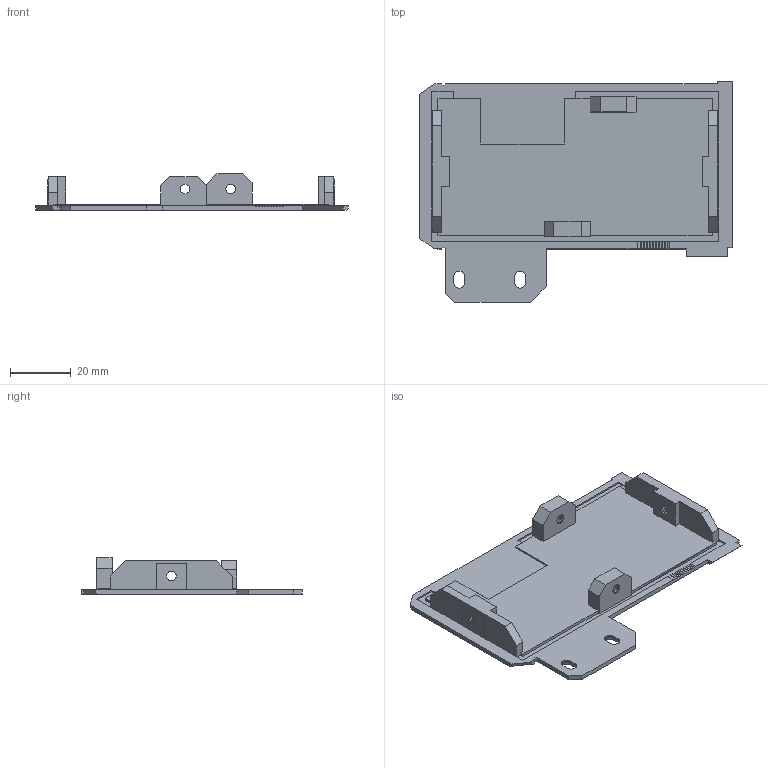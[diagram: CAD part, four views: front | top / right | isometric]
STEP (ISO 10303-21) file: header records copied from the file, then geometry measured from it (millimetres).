
FILE_DESCRIPTION(/* description */ (''),/* implementation_level */ '2;1');
FILE_NAME(/* name */ 'silver_psu_cover_mk3_bottom.step',/* time_stamp */ '2025-07-28T12:40:05+02:00',/* author */ (''),/* organization */ (''),/* preprocessor_version */ 'ST-DEVELOPER v20.1',/* originating_system */ 'Autodesk Translation Framework v14.10.0.0',/* authorisation */ '');
FILE_SCHEMA (('AUTOMOTIVE_DESIGN { 1 0 10303 214 3 1 1 }'));
Length unit declared in the file: millimetre
Products named in the file (1): silver_psu_cover_mk3_bottom
Bounding box: 102.6 x 72.5 x 12 mm (x, y, z)
Volume: 14041.4 mm3; surface area: 15889 mm2
Topology: 1 solids, 1 shells, 711 faces, 1591 edges, 886 vertices
Faces by surface type: plane 711
Entity records: 18693 total; most frequent: CARTESIAN_POINT 3189, ORIENTED_EDGE 3182, DIRECTION 3015, LINE 1591, VECTOR 1591, EDGE_CURVE 1591, VERTEX_POINT 886, EDGE_LOOP 735
